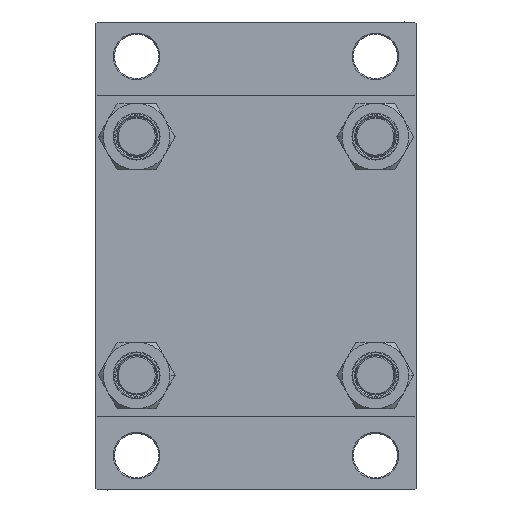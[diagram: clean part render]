
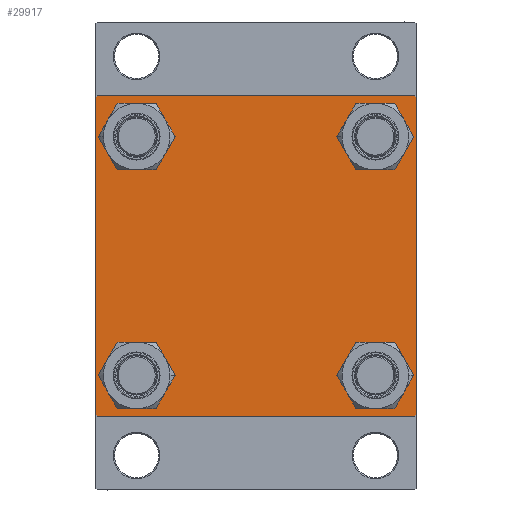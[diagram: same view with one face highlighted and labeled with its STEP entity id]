
A CAD part, left-side view. The second image highlights one B-rep face of the part: STEP entity #29917.
In plain terms, the highlighted planar face has unit normal (-1, 0, 0).
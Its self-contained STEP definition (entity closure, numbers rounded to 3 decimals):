
#38 = DIRECTION ( 'NONE',  ( 1., 0., 0. ) ) ;
#203 = CARTESIAN_POINT ( 'NONE',  ( 0., -48.45, -48.45 ) ) ;
#236 = DIRECTION ( 'NONE',  ( 1., 0., 0. ) ) ;
#335 = VECTOR ( 'NONE', #11893, 1000. ) ;
#474 = DIRECTION ( 'NONE',  ( 0., -1., 0. ) ) ;
#808 = EDGE_CURVE ( 'NONE', #20759, #45222, #24101, .T. ) ;
#917 = ORIENTED_EDGE ( 'NONE', *, *, #46615, .T. ) ;
#980 = AXIS2_PLACEMENT_3D ( 'NONE', #47569, #236, #44189 ) ;
#1262 = DIRECTION ( 'NONE',  ( 0., 0., -1. ) ) ;
#1569 = VERTEX_POINT ( 'NONE', #26291 ) ;
#2104 = ORIENTED_EDGE ( 'NONE', *, *, #33789, .T. ) ;
#2268 = EDGE_CURVE ( 'NONE', #20020, #24231, #22543, .T. ) ;
#2742 = EDGE_CURVE ( 'NONE', #1569, #44572, #34316, .T. ) ;
#2895 = EDGE_CURVE ( 'NONE', #45222, #27042, #27192, .T. ) ;
#3142 = AXIS2_PLACEMENT_3D ( 'NONE', #38595, #5495, #20232 ) ;
#3463 = ORIENTED_EDGE ( 'NONE', *, *, #13658, .T. ) ;
#3623 = CARTESIAN_POINT ( 'NONE',  ( 0., -48.45, 56.95 ) ) ;
#3884 = VERTEX_POINT ( 'NONE', #47306 ) ;
#4003 = DIRECTION ( 'NONE',  ( 1., 0., 0. ) ) ;
#4065 = DIRECTION ( 'NONE',  ( 1., 0., 0. ) ) ;
#4729 = CARTESIAN_POINT ( 'NONE',  ( 0., 64.75, 64.75 ) ) ;
#5190 = ORIENTED_EDGE ( 'NONE', *, *, #44631, .F. ) ;
#5495 = DIRECTION ( 'NONE',  ( 1., 0., 0. ) ) ;
#5810 = CARTESIAN_POINT ( 'NONE',  ( 0., -64.5, 65. ) ) ;
#5840 = CARTESIAN_POINT ( 'NONE',  ( 0., 48.45, -56.95 ) ) ;
#5969 = DIRECTION ( 'NONE',  ( 0., 0., -1. ) ) ;
#6922 = CIRCLE ( 'NONE', #40090, 8.5 ) ;
#8522 = CIRCLE ( 'NONE', #3142, 8.5 ) ;
#8824 = ORIENTED_EDGE ( 'NONE', *, *, #808, .T. ) ;
#9517 = EDGE_CURVE ( 'NONE', #45035, #20759, #11962, .T. ) ;
#9612 = VECTOR ( 'NONE', #15824, 1000. ) ;
#9955 = DIRECTION ( 'NONE',  ( 0., 0., 1. ) ) ;
#10746 = CARTESIAN_POINT ( 'NONE',  ( 0., -64.75, 64.75 ) ) ;
#10765 = CARTESIAN_POINT ( 'NONE',  ( 0., 65., -64.5 ) ) ;
#10848 = CIRCLE ( 'NONE', #44014, 8.5 ) ;
#11243 = DIRECTION ( 'NONE',  ( 0., 0., 1. ) ) ;
#11893 = DIRECTION ( 'NONE',  ( 0., -0.707, 0.707 ) ) ;
#11962 = LINE ( 'NONE', #4729, #20617 ) ;
#12193 = CARTESIAN_POINT ( 'NONE',  ( 0., -64.5, -65. ) ) ;
#13309 = VECTOR ( 'NONE', #474, 1000. ) ;
#13572 = PLANE ( 'NONE',  #42253 ) ;
#13658 = EDGE_CURVE ( 'NONE', #27042, #20020, #17610, .T. ) ;
#14513 = EDGE_LOOP ( 'NONE', ( #8824, #33970, #3463, #46768, #41198, #917, #5190, #47471 ) ) ;
#14700 = EDGE_CURVE ( 'NONE', #17337, #27655, #36248, .T. ) ;
#15440 = EDGE_LOOP ( 'NONE', ( #33186, #38072 ) ) ;
#15468 = DIRECTION ( 'NONE',  ( 1., 0., 0. ) ) ;
#15824 = DIRECTION ( 'NONE',  ( 0., -0.707, -0.707 ) ) ;
#15872 = CARTESIAN_POINT ( 'NONE',  ( 0., 64.5, 65. ) ) ;
#16320 = DIRECTION ( 'NONE',  ( 0., 0., 1. ) ) ;
#16349 = VERTEX_POINT ( 'NONE', #45675 ) ;
#16620 = VECTOR ( 'NONE', #5969, 1000. ) ;
#16949 = AXIS2_PLACEMENT_3D ( 'NONE', #203, #4065, #22194 ) ;
#17337 = VERTEX_POINT ( 'NONE', #32232 ) ;
#17610 = LINE ( 'NONE', #20999, #19240 ) ;
#18017 = VECTOR ( 'NONE', #43593, 1000. ) ;
#19240 = VECTOR ( 'NONE', #46344, 1000. ) ;
#19339 = EDGE_LOOP ( 'NONE', ( #36289, #29779 ) ) ;
#20020 = VERTEX_POINT ( 'NONE', #12193 ) ;
#20232 = DIRECTION ( 'NONE',  ( 0., 0., 1. ) ) ;
#20346 = VERTEX_POINT ( 'NONE', #5810 ) ;
#20617 = VECTOR ( 'NONE', #26959, 1000. ) ;
#20759 = VERTEX_POINT ( 'NONE', #46577 ) ;
#20815 = EDGE_CURVE ( 'NONE', #16349, #3884, #10848, .T. ) ;
#20999 = CARTESIAN_POINT ( 'NONE',  ( 0., 65., -65. ) ) ;
#21132 = DIRECTION ( 'NONE',  ( 1., 0., 0. ) ) ;
#21541 = VECTOR ( 'NONE', #1262, 1000. ) ;
#21574 = AXIS2_PLACEMENT_3D ( 'NONE', #26105, #15468, #44915 ) ;
#21793 = DIRECTION ( 'NONE',  ( 0., 0., 1. ) ) ;
#21809 = CIRCLE ( 'NONE', #980, 8.5 ) ;
#22194 = DIRECTION ( 'NONE',  ( 0., 0., 1. ) ) ;
#22543 = LINE ( 'NONE', #40910, #335 ) ;
#24101 = LINE ( 'NONE', #35212, #16620 ) ;
#24231 = VERTEX_POINT ( 'NONE', #35236 ) ;
#24624 = CARTESIAN_POINT ( 'NONE',  ( 0., -48.45, -56.95 ) ) ;
#24711 = FACE_BOUND ( 'NONE', #15440, .T. ) ;
#24949 = FACE_BOUND ( 'NONE', #35631, .T. ) ;
#25538 = CARTESIAN_POINT ( 'NONE',  ( 0., -48.45, 48.45 ) ) ;
#26105 = CARTESIAN_POINT ( 'NONE',  ( 0., -48.45, -48.45 ) ) ;
#26291 = CARTESIAN_POINT ( 'NONE',  ( 0., -48.45, 39.95 ) ) ;
#26405 = CARTESIAN_POINT ( 'NONE',  ( 0., -65., 65. ) ) ;
#26705 = CARTESIAN_POINT ( 'NONE',  ( 0., 64.75, -64.75 ) ) ;
#26755 = CARTESIAN_POINT ( 'NONE',  ( 0., 48.45, -39.95 ) ) ;
#26958 = CIRCLE ( 'NONE', #21574, 8.5 ) ;
#26959 = DIRECTION ( 'NONE',  ( 0., 0.707, -0.707 ) ) ;
#27042 = VERTEX_POINT ( 'NONE', #46677 ) ;
#27192 = LINE ( 'NONE', #26705, #9612 ) ;
#27655 = VERTEX_POINT ( 'NONE', #24624 ) ;
#28326 = DIRECTION ( 'NONE',  ( -1., 0., 0. ) ) ;
#28572 = FACE_BOUND ( 'NONE', #19339, .T. ) ;
#28875 = ORIENTED_EDGE ( 'NONE', *, *, #20815, .T. ) ;
#29779 = ORIENTED_EDGE ( 'NONE', *, *, #2742, .T. ) ;
#29809 = EDGE_LOOP ( 'NONE', ( #38767, #2104 ) ) ;
#29917 = ADVANCED_FACE ( 'NONE', ( #28572, #43520, #24711, #24949, #35808 ), #13572, .T. ) ;
#32232 = CARTESIAN_POINT ( 'NONE',  ( 0., -48.45, -39.95 ) ) ;
#32602 = DIRECTION ( 'NONE',  ( 1., 0., 0. ) ) ;
#32827 = VERTEX_POINT ( 'NONE', #26755 ) ;
#33186 = ORIENTED_EDGE ( 'NONE', *, *, #45713, .T. ) ;
#33363 = EDGE_CURVE ( 'NONE', #47575, #24231, #37992, .T. ) ;
#33544 = VERTEX_POINT ( 'NONE', #5840 ) ;
#33789 = EDGE_CURVE ( 'NONE', #27655, #17337, #26958, .T. ) ;
#33970 = ORIENTED_EDGE ( 'NONE', *, *, #2895, .T. ) ;
#34316 = CIRCLE ( 'NONE', #35082, 8.5 ) ;
#34491 = EDGE_CURVE ( 'NONE', #3884, #16349, #6922, .T. ) ;
#35082 = AXIS2_PLACEMENT_3D ( 'NONE', #25538, #4003, #11243 ) ;
#35212 = CARTESIAN_POINT ( 'NONE',  ( 0., 65., 65. ) ) ;
#35236 = CARTESIAN_POINT ( 'NONE',  ( 0., -65., -64.5 ) ) ;
#35578 = CARTESIAN_POINT ( 'NONE',  ( 0., 0., 0. ) ) ;
#35631 = EDGE_LOOP ( 'NONE', ( #38907, #28875 ) ) ;
#35808 = FACE_OUTER_BOUND ( 'NONE', #14513, .T. ) ;
#36248 = CIRCLE ( 'NONE', #16949, 8.5 ) ;
#36289 = ORIENTED_EDGE ( 'NONE', *, *, #39693, .T. ) ;
#36500 = CIRCLE ( 'NONE', #40365, 8.5 ) ;
#37437 = LINE ( 'NONE', #40590, #13309 ) ;
#37992 = LINE ( 'NONE', #26405, #21541 ) ;
#38072 = ORIENTED_EDGE ( 'NONE', *, *, #44618, .T. ) ;
#38595 = CARTESIAN_POINT ( 'NONE',  ( 0., -48.45, 48.45 ) ) ;
#38767 = ORIENTED_EDGE ( 'NONE', *, *, #14700, .T. ) ;
#38907 = ORIENTED_EDGE ( 'NONE', *, *, #34491, .T. ) ;
#39693 = EDGE_CURVE ( 'NONE', #44572, #1569, #8522, .T. ) ;
#40090 = AXIS2_PLACEMENT_3D ( 'NONE', #47604, #38, #21793 ) ;
#40365 = AXIS2_PLACEMENT_3D ( 'NONE', #42868, #21132, #16320 ) ;
#40590 = CARTESIAN_POINT ( 'NONE',  ( 0., 65., 65. ) ) ;
#40910 = CARTESIAN_POINT ( 'NONE',  ( 0., -64.75, -64.75 ) ) ;
#41198 = ORIENTED_EDGE ( 'NONE', *, *, #33363, .F. ) ;
#42253 = AXIS2_PLACEMENT_3D ( 'NONE', #35578, #28326, #9955 ) ;
#42263 = CARTESIAN_POINT ( 'NONE',  ( 0., 48.45, 48.45 ) ) ;
#42868 = CARTESIAN_POINT ( 'NONE',  ( 0., 48.45, -48.45 ) ) ;
#43520 = FACE_BOUND ( 'NONE', #29809, .T. ) ;
#43593 = DIRECTION ( 'NONE',  ( 0., 0.707, 0.707 ) ) ;
#44014 = AXIS2_PLACEMENT_3D ( 'NONE', #42263, #32602, #47071 ) ;
#44189 = DIRECTION ( 'NONE',  ( 0., 0., 1. ) ) ;
#44572 = VERTEX_POINT ( 'NONE', #3623 ) ;
#44618 = EDGE_CURVE ( 'NONE', #33544, #32827, #21809, .T. ) ;
#44631 = EDGE_CURVE ( 'NONE', #45035, #20346, #37437, .T. ) ;
#44915 = DIRECTION ( 'NONE',  ( 0., 0., 1. ) ) ;
#45035 = VERTEX_POINT ( 'NONE', #15872 ) ;
#45222 = VERTEX_POINT ( 'NONE', #10765 ) ;
#45675 = CARTESIAN_POINT ( 'NONE',  ( 0., 48.45, 39.95 ) ) ;
#45713 = EDGE_CURVE ( 'NONE', #32827, #33544, #36500, .T. ) ;
#46205 = CARTESIAN_POINT ( 'NONE',  ( 0., -65., 64.5 ) ) ;
#46344 = DIRECTION ( 'NONE',  ( 0., -1., 0. ) ) ;
#46577 = CARTESIAN_POINT ( 'NONE',  ( 0., 65., 64.5 ) ) ;
#46615 = EDGE_CURVE ( 'NONE', #47575, #20346, #47212, .T. ) ;
#46677 = CARTESIAN_POINT ( 'NONE',  ( 0., 64.5, -65. ) ) ;
#46768 = ORIENTED_EDGE ( 'NONE', *, *, #2268, .T. ) ;
#47071 = DIRECTION ( 'NONE',  ( 0., 0., 1. ) ) ;
#47212 = LINE ( 'NONE', #10746, #18017 ) ;
#47306 = CARTESIAN_POINT ( 'NONE',  ( 0., 48.45, 56.95 ) ) ;
#47471 = ORIENTED_EDGE ( 'NONE', *, *, #9517, .T. ) ;
#47569 = CARTESIAN_POINT ( 'NONE',  ( 0., 48.45, -48.45 ) ) ;
#47575 = VERTEX_POINT ( 'NONE', #46205 ) ;
#47604 = CARTESIAN_POINT ( 'NONE',  ( 0., 48.45, 48.45 ) ) ;
